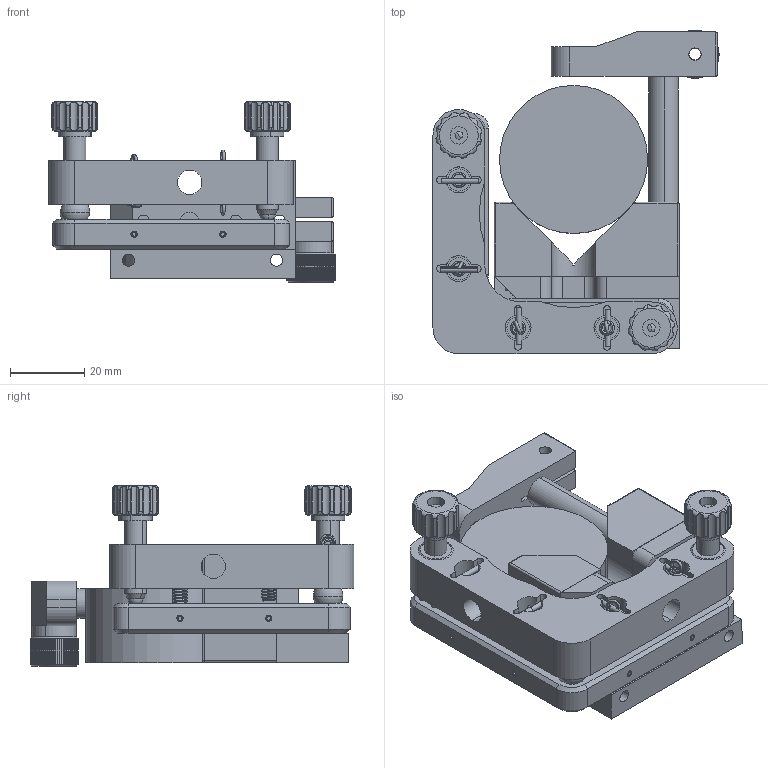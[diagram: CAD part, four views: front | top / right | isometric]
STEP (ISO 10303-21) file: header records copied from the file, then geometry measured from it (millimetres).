
FILE_DESCRIPTION (( 'STEP AP203' ), '1' );
FILE_NAME ('04KCM-40(M).STEP', '2025-05-28T09:08:03', ( '' ), ( '' ), 'SwSTEP 2.0', 'SolidWorks 2024', '' );
FILE_SCHEMA (( 'CONFIG_CONTROL_DESIGN' ));
Length unit declared in the file: millimetre
Products named in the file (1): 04KCM-40(M)
Bounding box: 77.3 x 87.5 x 48.81 mm (x, y, z)
Surface area: 40117.8 mm2 (no closed solid volume)
Topology: 0 solids, 44 shells, 666 faces, 2010 edges, 1361 vertices
Faces by surface type: cylinder 438, plane 150, cone 33, bspline 20, torus 15, sphere 10
Entity records: 37117 total; most frequent: CARTESIAN_POINT 19586, ORIENTED_EDGE 3624, DIRECTION 3509, EDGE_CURVE 1989, VERTEX_POINT 1352, AXIS2_PLACEMENT_3D 1344, VECTOR 821, LINE 821
